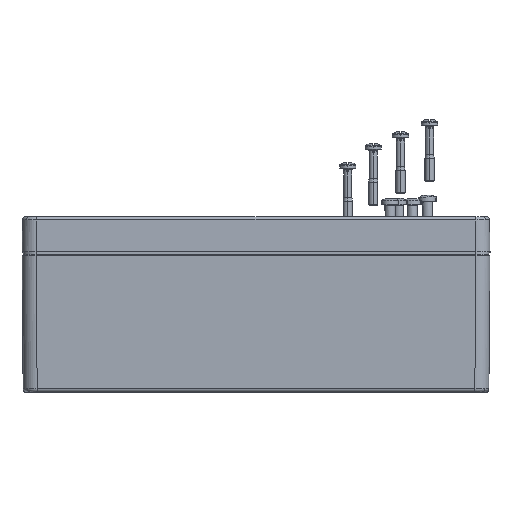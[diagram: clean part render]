
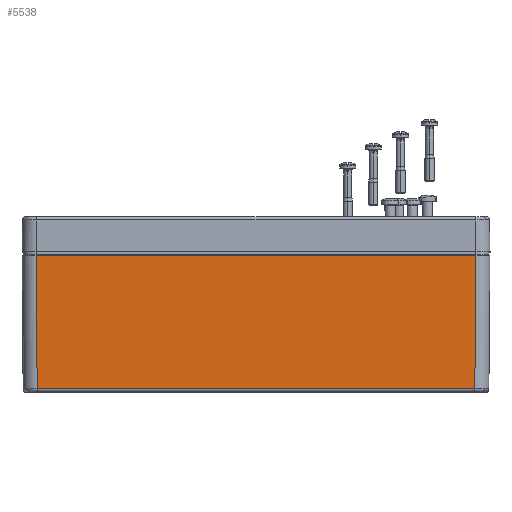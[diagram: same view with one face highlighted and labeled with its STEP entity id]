
A CAD part, top view. The second image highlights one B-rep face of the part: STEP entity #5538.
In plain terms, the highlighted planar face has unit normal (0, -0.008, 1).
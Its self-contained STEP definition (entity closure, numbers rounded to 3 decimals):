
#2463 = VERTEX_POINT ( 'NONE', #31824 ) ;
#5109 = EDGE_LOOP ( 'NONE', ( #5466, #5464, #5465, #5110 ) ) ;
#5110 = ORIENTED_EDGE ( 'NONE', *, *, #39789, .T. ) ;
#5350 = VERTEX_POINT ( 'NONE', #15733 ) ;
#5368 = EDGE_CURVE ( 'NONE', #5385, #5350, #15702, .T. ) ;
#5385 = VERTEX_POINT ( 'NONE', #15840 ) ;
#5464 = ORIENTED_EDGE ( 'NONE', *, *, #5368, .T. ) ;
#5465 = ORIENTED_EDGE ( 'NONE', *, *, #5470, .T. ) ;
#5466 = ORIENTED_EDGE ( 'NONE', *, *, #5468, .T. ) ;
#5468 = EDGE_CURVE ( 'NONE', #40809, #5385, #16044, .T. ) ;
#5470 = EDGE_CURVE ( 'NONE', #5350, #2463, #16032, .T. ) ;
#5538 = ADVANCED_FACE ( 'NONE', ( #16154 ), #16153, .T. ) ;
#15700 = VECTOR ( 'NONE', #15746, 1000. ) ;
#15701 = CARTESIAN_POINT ( 'NONE',  ( -100., -3., 74.976 ) ) ;
#15702 = LINE ( 'NONE', #15701, #15700 ) ;
#15733 = CARTESIAN_POINT ( 'NONE',  ( -93.976, -3., 74.976 ) ) ;
#15746 = DIRECTION ( 'NONE',  ( -1., 0., 0. ) ) ;
#15840 = CARTESIAN_POINT ( 'NONE',  ( 93.976, -3., 74.976 ) ) ;
#16029 = DIRECTION ( 'NONE',  ( 0.008, -1., -0.008 ) ) ;
#16030 = VECTOR ( 'NONE', #16029, 1000. ) ;
#16031 = CARTESIAN_POINT ( 'NONE',  ( -94.001, 0.048, 75. ) ) ;
#16032 = LINE ( 'NONE', #16031, #16030 ) ;
#16038 = DIRECTION ( 'NONE',  ( 0.008, 1., 0.008 ) ) ;
#16039 = VECTOR ( 'NONE', #16038, 1000. ) ;
#16040 = CARTESIAN_POINT ( 'NONE',  ( 93.988, -1.557, 74.987 ) ) ;
#16044 = LINE ( 'NONE', #16040, #16039 ) ;
#16147 = DIRECTION ( 'NONE',  ( 0., -1., -0.008 ) ) ;
#16148 = DIRECTION ( 'NONE',  ( 0., -0.008, 1. ) ) ;
#16149 = CARTESIAN_POINT ( 'NONE',  ( -100., 0., 75. ) ) ;
#16150 = AXIS2_PLACEMENT_3D ( 'NONE', #16149, #16148, #16147 ) ;
#16153 = PLANE ( 'NONE',  #16150 ) ;
#16154 = FACE_OUTER_BOUND ( 'NONE', #5109, .T. ) ;
#31824 = CARTESIAN_POINT ( 'NONE',  ( -93.518, -60.012, 74.518 ) ) ;
#37823 = DIRECTION ( 'NONE',  ( 1., 0., 0. ) ) ;
#37824 = VECTOR ( 'NONE', #37823, 1000. ) ;
#37825 = CARTESIAN_POINT ( 'NONE',  ( -100., -60.012, 74.518 ) ) ;
#37826 = LINE ( 'NONE', #37825, #37824 ) ;
#38120 = CARTESIAN_POINT ( 'NONE',  ( 93.518, -60.012, 74.518 ) ) ;
#39789 = EDGE_CURVE ( 'NONE', #2463, #40809, #37826, .T. ) ;
#40809 = VERTEX_POINT ( 'NONE', #38120 ) ;
